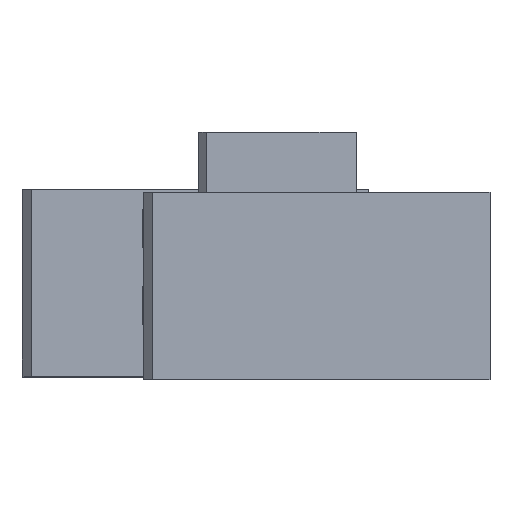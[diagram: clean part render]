
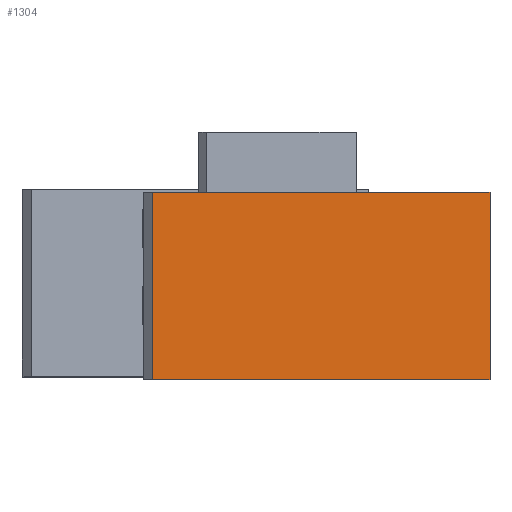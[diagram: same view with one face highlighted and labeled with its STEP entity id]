
A CAD part, top view. The second image highlights one B-rep face of the part: STEP entity #1304.
In plain terms, the highlighted face is planar.
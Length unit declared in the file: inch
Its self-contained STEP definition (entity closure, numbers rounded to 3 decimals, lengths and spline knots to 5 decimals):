
#39 = DIRECTION ( 'NONE',  ( 1., 0., 0. ) ) ;
#60 = EDGE_CURVE ( 'NONE', #248, #1686, #2572, .T. ) ;
#70 = EDGE_LOOP ( 'NONE', ( #1755, #2087, #2041, #2265 ) ) ;
#77 = DIRECTION ( 'NONE',  ( 0., 0., -1. ) ) ;
#91 = PLANE ( 'NONE',  #1289 ) ;
#156 = VERTEX_POINT ( 'NONE', #773 ) ;
#248 = VERTEX_POINT ( 'NONE', #744 ) ;
#300 = CARTESIAN_POINT ( 'NONE',  ( 0., 0.81173, -1.26244 ) ) ;
#316 = DIRECTION ( 'NONE',  ( 0., -1., 0. ) ) ;
#503 = VECTOR ( 'NONE', #316, 39.37008 ) ;
#552 = DIRECTION ( 'NONE',  ( 0., 0., 1. ) ) ;
#639 = EDGE_CURVE ( 'NONE', #156, #1789, #1276, .T. ) ;
#642 = DIRECTION ( 'NONE',  ( 0., 1., 0. ) ) ;
#655 = CARTESIAN_POINT ( 'NONE',  ( 0., -0.43827, 0.98756 ) ) ;
#744 = CARTESIAN_POINT ( 'NONE',  ( 0., 0.81173, 0.98756 ) ) ;
#773 = CARTESIAN_POINT ( 'NONE',  ( 0., -0.43827, -1.26244 ) ) ;
#939 = CARTESIAN_POINT ( 'NONE',  ( 0., 0.81173, 0.98756 ) ) ;
#940 = VECTOR ( 'NONE', #642, 39.37008 ) ;
#972 = LINE ( 'NONE', #939, #1933 ) ;
#1276 = LINE ( 'NONE', #300, #940 ) ;
#1289 = AXIS2_PLACEMENT_3D ( 'NONE', #1500, #39, #1729 ) ;
#1304 = ADVANCED_FACE ( 'NONE', ( #1345 ), #91, .F. ) ;
#1318 = EDGE_CURVE ( 'NONE', #1686, #156, #1543, .T. ) ;
#1345 = FACE_OUTER_BOUND ( 'NONE', #70, .T. ) ;
#1394 = CARTESIAN_POINT ( 'NONE',  ( 0., 0.81173, -1.26244 ) ) ;
#1500 = CARTESIAN_POINT ( 'NONE',  ( 0., 0., 0. ) ) ;
#1543 = LINE ( 'NONE', #2132, #1551 ) ;
#1551 = VECTOR ( 'NONE', #77, 39.37008 ) ;
#1686 = VERTEX_POINT ( 'NONE', #655 ) ;
#1729 = DIRECTION ( 'NONE',  ( 0., 0., -1. ) ) ;
#1755 = ORIENTED_EDGE ( 'NONE', *, *, #60, .F. ) ;
#1783 = CARTESIAN_POINT ( 'NONE',  ( 0., 0.81173, 0.98756 ) ) ;
#1789 = VERTEX_POINT ( 'NONE', #1394 ) ;
#1804 = EDGE_CURVE ( 'NONE', #1789, #248, #972, .T. ) ;
#1933 = VECTOR ( 'NONE', #552, 39.37008 ) ;
#2041 = ORIENTED_EDGE ( 'NONE', *, *, #639, .F. ) ;
#2087 = ORIENTED_EDGE ( 'NONE', *, *, #1804, .F. ) ;
#2132 = CARTESIAN_POINT ( 'NONE',  ( 0., -0.43827, 0.98756 ) ) ;
#2265 = ORIENTED_EDGE ( 'NONE', *, *, #1318, .F. ) ;
#2572 = LINE ( 'NONE', #1783, #503 ) ;
